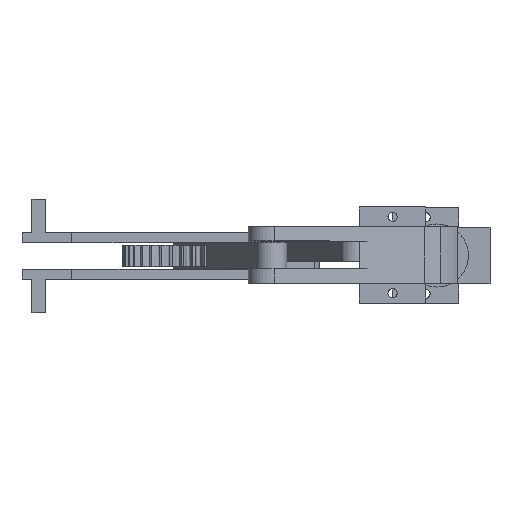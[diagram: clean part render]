
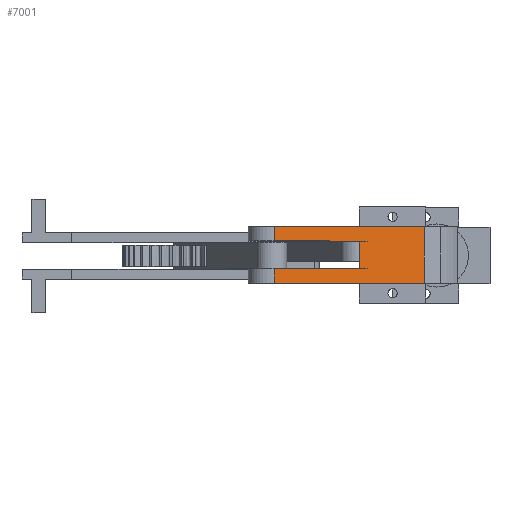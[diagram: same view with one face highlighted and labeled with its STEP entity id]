
A CAD part, top view. The second image highlights one B-rep face of the part: STEP entity #7001.
In plain terms, the highlighted face is planar.
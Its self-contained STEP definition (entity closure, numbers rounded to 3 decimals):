
#322 = EDGE_CURVE ( 'NONE', #1386, #3832, #1947, .T. ) ;
#478 = ORIENTED_EDGE ( 'NONE', *, *, #322, .T. ) ;
#1073 = LINE ( 'NONE', #8757, #8611 ) ;
#1386 = VERTEX_POINT ( 'NONE', #6694 ) ;
#1637 = CARTESIAN_POINT ( 'NONE',  ( -8.139, 20.989, 17. ) ) ;
#1714 = VERTEX_POINT ( 'NONE', #14576 ) ;
#1877 = ORIENTED_EDGE ( 'NONE', *, *, #15302, .T. ) ;
#1947 = LINE ( 'NONE', #7693, #13843 ) ;
#2056 = CARTESIAN_POINT ( 'NONE',  ( 37.115, 32.358, 0. ) ) ;
#2119 = EDGE_CURVE ( 'NONE', #1386, #3212, #5085, .T. ) ;
#2427 = EDGE_CURVE ( 'NONE', #1714, #14877, #7686, .T. ) ;
#2912 = VECTOR ( 'NONE', #3707, 1000. ) ;
#3212 = VERTEX_POINT ( 'NONE', #1637 ) ;
#3680 = PLANE ( 'NONE',  #7318 ) ;
#3707 = DIRECTION ( 'NONE',  ( 0., 0., -1. ) ) ;
#3832 = VERTEX_POINT ( 'NONE', #8640 ) ;
#4680 = DIRECTION ( 'NONE',  ( -0.97, -0.244, 0. ) ) ;
#4738 = VERTEX_POINT ( 'NONE', #8435 ) ;
#4866 = EDGE_CURVE ( 'NONE', #3212, #5795, #1073, .T. ) ;
#4886 = DIRECTION ( 'NONE',  ( 0., 0., -1. ) ) ;
#5068 = LINE ( 'NONE', #7526, #15187 ) ;
#5085 = LINE ( 'NONE', #5615, #10641 ) ;
#5193 = DIRECTION ( 'NONE',  ( 0.97, 0.244, 0. ) ) ;
#5463 = DIRECTION ( 'NONE',  ( 0.97, 0.244, 0. ) ) ;
#5615 = CARTESIAN_POINT ( 'NONE',  ( 37.115, 32.358, 17. ) ) ;
#5714 = ORIENTED_EDGE ( 'NONE', *, *, #9577, .T. ) ;
#5795 = VERTEX_POINT ( 'NONE', #13930 ) ;
#6431 = CARTESIAN_POINT ( 'NONE',  ( 37.115, 32.358, 17. ) ) ;
#6694 = CARTESIAN_POINT ( 'NONE',  ( 37.115, 32.358, 17. ) ) ;
#6864 = CARTESIAN_POINT ( 'NONE',  ( 37.115, 32.358, 4.3 ) ) ;
#6912 = DIRECTION ( 'NONE',  ( -0.97, -0.244, 0. ) ) ;
#6954 = ORIENTED_EDGE ( 'NONE', *, *, #2119, .F. ) ;
#6967 = EDGE_LOOP ( 'NONE', ( #478, #11877, #10371, #1877, #13634, #5714, #11551, #6954 ) ) ;
#7001 = ADVANCED_FACE ( 'NONE', ( #8349 ), #3680, .F. ) ;
#7318 = AXIS2_PLACEMENT_3D ( 'NONE', #6431, #15281, #5193 ) ;
#7526 = CARTESIAN_POINT ( 'NONE',  ( 37.115, 32.358, 12.7 ) ) ;
#7577 = DIRECTION ( 'NONE',  ( 0., 0., -1. ) ) ;
#7621 = VECTOR ( 'NONE', #5463, 1000. ) ;
#7686 = LINE ( 'NONE', #8875, #2912 ) ;
#7693 = CARTESIAN_POINT ( 'NONE',  ( 37.115, 32.358, 17. ) ) ;
#8349 = FACE_OUTER_BOUND ( 'NONE', #6967, .T. ) ;
#8435 = CARTESIAN_POINT ( 'NONE',  ( 11.454, 25.911, 12.7 ) ) ;
#8611 = VECTOR ( 'NONE', #4886, 1000. ) ;
#8640 = CARTESIAN_POINT ( 'NONE',  ( 37.115, 32.358, 12.7 ) ) ;
#8757 = CARTESIAN_POINT ( 'NONE',  ( -8.139, 20.989, 17. ) ) ;
#8875 = CARTESIAN_POINT ( 'NONE',  ( 37.115, 32.358, 17. ) ) ;
#9026 = CARTESIAN_POINT ( 'NONE',  ( 37.115, 32.358, 0. ) ) ;
#9577 = EDGE_CURVE ( 'NONE', #14877, #5795, #10878, .T. ) ;
#9623 = LINE ( 'NONE', #11439, #10023 ) ;
#10023 = VECTOR ( 'NONE', #15451, 1000. ) ;
#10371 = ORIENTED_EDGE ( 'NONE', *, *, #12769, .T. ) ;
#10641 = VECTOR ( 'NONE', #6912, 1000. ) ;
#10878 = LINE ( 'NONE', #2056, #16228 ) ;
#11439 = CARTESIAN_POINT ( 'NONE',  ( 11.454, 25.911, 12.7 ) ) ;
#11551 = ORIENTED_EDGE ( 'NONE', *, *, #4866, .F. ) ;
#11877 = ORIENTED_EDGE ( 'NONE', *, *, #12492, .F. ) ;
#12492 = EDGE_CURVE ( 'NONE', #4738, #3832, #5068, .T. ) ;
#12769 = EDGE_CURVE ( 'NONE', #4738, #13526, #9623, .T. ) ;
#13526 = VERTEX_POINT ( 'NONE', #15098 ) ;
#13634 = ORIENTED_EDGE ( 'NONE', *, *, #2427, .T. ) ;
#13843 = VECTOR ( 'NONE', #7577, 1000. ) ;
#13930 = CARTESIAN_POINT ( 'NONE',  ( -8.139, 20.989, 0. ) ) ;
#14576 = CARTESIAN_POINT ( 'NONE',  ( 37.115, 32.358, 4.3 ) ) ;
#14877 = VERTEX_POINT ( 'NONE', #9026 ) ;
#15098 = CARTESIAN_POINT ( 'NONE',  ( 11.454, 25.911, 4.3 ) ) ;
#15187 = VECTOR ( 'NONE', #16112, 1000. ) ;
#15281 = DIRECTION ( 'NONE',  ( 0.244, -0.97, 0. ) ) ;
#15302 = EDGE_CURVE ( 'NONE', #13526, #1714, #16138, .T. ) ;
#15451 = DIRECTION ( 'NONE',  ( 0., 0., -1. ) ) ;
#16112 = DIRECTION ( 'NONE',  ( 0.97, 0.244, 0. ) ) ;
#16138 = LINE ( 'NONE', #6864, #7621 ) ;
#16228 = VECTOR ( 'NONE', #4680, 1000. ) ;
